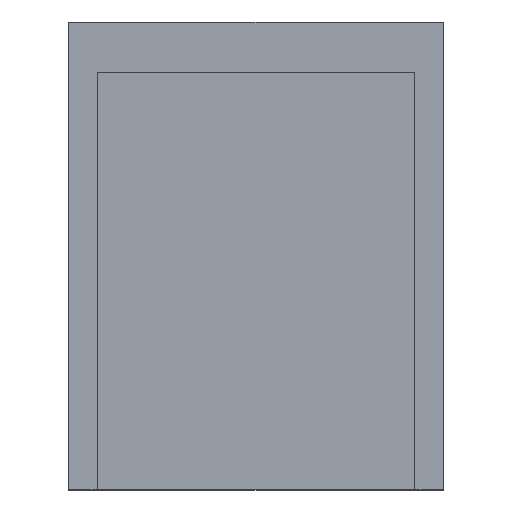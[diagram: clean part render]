
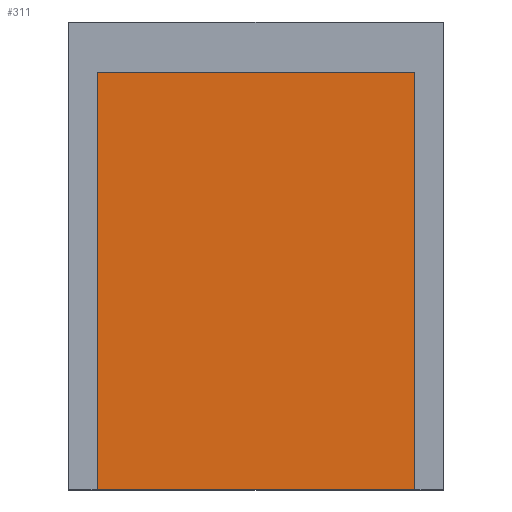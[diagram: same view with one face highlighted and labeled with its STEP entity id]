
A CAD part, top view. The second image highlights one B-rep face of the part: STEP entity #311.
In plain terms, the highlighted planar face has unit normal (0, 0, 1).
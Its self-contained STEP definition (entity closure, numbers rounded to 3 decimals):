
#11 = LINE ( 'NONE', #248, #136 ) ;
#17 = DIRECTION ( 'NONE',  ( 0., -1., 0. ) ) ;
#19 = ORIENTED_EDGE ( 'NONE', *, *, #138, .F. ) ;
#31 = DIRECTION ( 'NONE',  ( 0., -1., 0. ) ) ;
#37 = CARTESIAN_POINT ( 'NONE',  ( 6.25, 0., 1. ) ) ;
#50 = LINE ( 'NONE', #323, #305 ) ;
#51 = ORIENTED_EDGE ( 'NONE', *, *, #359, .F. ) ;
#75 = AXIS2_PLACEMENT_3D ( 'NONE', #196, #383, #228 ) ;
#81 = FACE_OUTER_BOUND ( 'NONE', #183, .T. ) ;
#88 = LINE ( 'NONE', #218, #161 ) ;
#108 = DIRECTION ( 'NONE',  ( 1., 0., 0. ) ) ;
#110 = PLANE ( 'NONE',  #75 ) ;
#115 = ORIENTED_EDGE ( 'NONE', *, *, #375, .T. ) ;
#136 = VECTOR ( 'NONE', #31, 1000. ) ;
#138 = EDGE_CURVE ( 'NONE', #193, #320, #88, .T. ) ;
#155 = VERTEX_POINT ( 'NONE', #37 ) ;
#161 = VECTOR ( 'NONE', #339, 1000. ) ;
#171 = CARTESIAN_POINT ( 'NONE',  ( 6.25, 16.4, 1. ) ) ;
#183 = EDGE_LOOP ( 'NONE', ( #115, #51, #19, #322 ) ) ;
#188 = CARTESIAN_POINT ( 'NONE',  ( -6.25, 16.4, 1. ) ) ;
#193 = VERTEX_POINT ( 'NONE', #188 ) ;
#196 = CARTESIAN_POINT ( 'NONE',  ( -6.25, 16.4, 1. ) ) ;
#202 = CARTESIAN_POINT ( 'NONE',  ( -6.25, 0., 1. ) ) ;
#205 = CARTESIAN_POINT ( 'NONE',  ( -6.25, 0., 1. ) ) ;
#217 = EDGE_CURVE ( 'NONE', #193, #382, #11, .T. ) ;
#218 = CARTESIAN_POINT ( 'NONE',  ( -6.25, 16.4, 1. ) ) ;
#228 = DIRECTION ( 'NONE',  ( -1., 0., 0. ) ) ;
#248 = CARTESIAN_POINT ( 'NONE',  ( -6.25, 16.4, 1. ) ) ;
#257 = VECTOR ( 'NONE', #108, 1000. ) ;
#305 = VECTOR ( 'NONE', #17, 1000. ) ;
#311 = ADVANCED_FACE ( 'NONE', ( #81 ), #110, .F. ) ;
#320 = VERTEX_POINT ( 'NONE', #171 ) ;
#322 = ORIENTED_EDGE ( 'NONE', *, *, #217, .T. ) ;
#323 = CARTESIAN_POINT ( 'NONE',  ( 6.25, 16.4, 1. ) ) ;
#339 = DIRECTION ( 'NONE',  ( 1., 0., 0. ) ) ;
#359 = EDGE_CURVE ( 'NONE', #320, #155, #50, .T. ) ;
#375 = EDGE_CURVE ( 'NONE', #382, #155, #385, .T. ) ;
#382 = VERTEX_POINT ( 'NONE', #202 ) ;
#383 = DIRECTION ( 'NONE',  ( 0., 0., -1. ) ) ;
#385 = LINE ( 'NONE', #205, #257 ) ;
